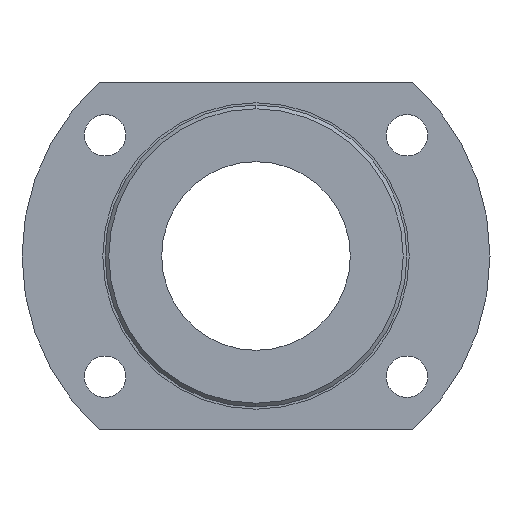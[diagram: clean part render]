
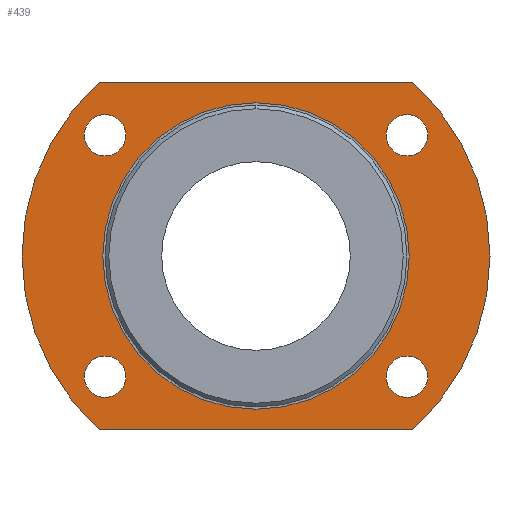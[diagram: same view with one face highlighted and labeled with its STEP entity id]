
A CAD part, left-side view. The second image highlights one B-rep face of the part: STEP entity #439.
In plain terms, the highlighted planar face has unit normal (-1, 0, 0).
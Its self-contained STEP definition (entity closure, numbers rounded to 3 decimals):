
#7 = EDGE_CURVE ( 'NONE', #415, #329, #606, .T. ) ;
#15 = EDGE_CURVE ( 'NONE', #321, #318, #578, .T. ) ;
#24 = EDGE_CURVE ( 'NONE', #328, #280, #635, .T. ) ;
#37 = EDGE_CURVE ( 'NONE', #322, #312, #593, .T. ) ;
#43 = AXIS2_PLACEMENT_3D ( 'NONE', #355, #289, #284 ) ;
#50 = AXIS2_PLACEMENT_3D ( 'NONE', #393, #423, #256 ) ;
#54 = AXIS2_PLACEMENT_3D ( 'NONE', #260, #407, #244 ) ;
#62 = AXIS2_PLACEMENT_3D ( 'NONE', #348, #342, #344 ) ;
#63 = AXIS2_PLACEMENT_3D ( 'NONE', #276, #245, #1210 ) ;
#79 = AXIS2_PLACEMENT_3D ( 'NONE', #1043, #1123, #977 ) ;
#102 = AXIS2_PLACEMENT_3D ( 'NONE', #1061, #1056, #1040 ) ;
#112 = AXIS2_PLACEMENT_3D ( 'NONE', #1063, #1062, #1059 ) ;
#126 = AXIS2_PLACEMENT_3D ( 'NONE', #1514, #1478, #1476 ) ;
#135 = AXIS2_PLACEMENT_3D ( 'NONE', #1530, #1520, #1519 ) ;
#139 = AXIS2_PLACEMENT_3D ( 'NONE', #1513, #1504, #1503 ) ;
#141 = AXIS2_PLACEMENT_3D ( 'NONE', #1496, #1491, #1489 ) ;
#145 = AXIS2_PLACEMENT_3D ( 'NONE', #1492, #1481, #1480 ) ;
#183 = EDGE_CURVE ( 'NONE', #318, #321, #632, .T. ) ;
#215 = FACE_OUTER_BOUND ( 'NONE', #523, .T. ) ;
#227 = FACE_BOUND ( 'NONE', #528, .T. ) ;
#230 = FACE_BOUND ( 'NONE', #841, .T. ) ;
#233 = FACE_BOUND ( 'NONE', #871, .T. ) ;
#238 = FACE_BOUND ( 'NONE', #521, .T. ) ;
#243 = FACE_BOUND ( 'NONE', #842, .T. ) ;
#244 = DIRECTION ( 'NONE',  ( 0., 0., -1. ) ) ;
#245 = DIRECTION ( 'NONE',  ( 1., 0., 0. ) ) ;
#256 = DIRECTION ( 'NONE',  ( 0., 0., -1. ) ) ;
#260 = CARTESIAN_POINT ( 'NONE',  ( 0., 20., 16. ) ) ;
#276 = CARTESIAN_POINT ( 'NONE',  ( 0., -20., 16. ) ) ;
#280 = VERTEX_POINT ( 'NONE', #1160 ) ;
#284 = DIRECTION ( 'NONE',  ( 0., 0., -1. ) ) ;
#289 = DIRECTION ( 'NONE',  ( 1., 0., 0. ) ) ;
#294 = VERTEX_POINT ( 'NONE', #969 ) ;
#312 = VERTEX_POINT ( 'NONE', #1060 ) ;
#318 = VERTEX_POINT ( 'NONE', #1086 ) ;
#321 = VERTEX_POINT ( 'NONE', #966 ) ;
#322 = VERTEX_POINT ( 'NONE', #1165 ) ;
#328 = VERTEX_POINT ( 'NONE', #1045 ) ;
#329 = VERTEX_POINT ( 'NONE', #960 ) ;
#342 = DIRECTION ( 'NONE',  ( 1., 0., 0. ) ) ;
#344 = DIRECTION ( 'NONE',  ( 0., 0., -1. ) ) ;
#348 = CARTESIAN_POINT ( 'NONE',  ( 0., -20., -16. ) ) ;
#355 = CARTESIAN_POINT ( 'NONE',  ( 0., 20., -16. ) ) ;
#370 = VERTEX_POINT ( 'NONE', #993 ) ;
#373 = VERTEX_POINT ( 'NONE', #1012 ) ;
#390 = VERTEX_POINT ( 'NONE', #981 ) ;
#393 = CARTESIAN_POINT ( 'NONE',  ( 0., -20., 16. ) ) ;
#401 = VERTEX_POINT ( 'NONE', #1069 ) ;
#407 = DIRECTION ( 'NONE',  ( 1., 0., 0. ) ) ;
#414 = VERTEX_POINT ( 'NONE', #1132 ) ;
#415 = VERTEX_POINT ( 'NONE', #1229 ) ;
#423 = DIRECTION ( 'NONE',  ( 1., 0., 0. ) ) ;
#439 = ADVANCED_FACE ( 'NONE', ( #243, #233, #230, #227, #238, #215 ), #983, .F. ) ;
#521 = EDGE_LOOP ( 'NONE', ( #783, #782 ) ) ;
#523 = EDGE_LOOP ( 'NONE', ( #781, #780, #779, #792 ) ) ;
#528 = EDGE_LOOP ( 'NONE', ( #786, #785 ) ) ;
#578 = CIRCLE ( 'NONE', #50, 2.75 ) ;
#593 = CIRCLE ( 'NONE', #62, 2.75 ) ;
#606 = CIRCLE ( 'NONE', #43, 2.75 ) ;
#632 = CIRCLE ( 'NONE', #63, 2.75 ) ;
#635 = CIRCLE ( 'NONE', #54, 2.75 ) ;
#700 = EDGE_CURVE ( 'NONE', #370, #294, #908, .T. ) ;
#716 = EDGE_CURVE ( 'NONE', #373, #390, #938, .T. ) ;
#731 = EDGE_CURVE ( 'NONE', #401, #414, #1269, .T. ) ;
#747 = EDGE_CURVE ( 'NONE', #294, #370, #1287, .T. ) ;
#751 = EDGE_CURVE ( 'NONE', #312, #322, #1292, .T. ) ;
#764 = ORIENTED_EDGE ( 'NONE', *, *, #894, .T. ) ;
#765 = ORIENTED_EDGE ( 'NONE', *, *, #24, .T. ) ;
#766 = ORIENTED_EDGE ( 'NONE', *, *, #183, .T. ) ;
#767 = ORIENTED_EDGE ( 'NONE', *, *, #15, .T. ) ;
#779 = ORIENTED_EDGE ( 'NONE', *, *, #716, .T. ) ;
#780 = ORIENTED_EDGE ( 'NONE', *, *, #1542, .T. ) ;
#781 = ORIENTED_EDGE ( 'NONE', *, *, #731, .T. ) ;
#782 = ORIENTED_EDGE ( 'NONE', *, *, #700, .T. ) ;
#783 = ORIENTED_EDGE ( 'NONE', *, *, #747, .T. ) ;
#785 = ORIENTED_EDGE ( 'NONE', *, *, #37, .T. ) ;
#786 = ORIENTED_EDGE ( 'NONE', *, *, #751, .T. ) ;
#787 = ORIENTED_EDGE ( 'NONE', *, *, #7, .T. ) ;
#788 = ORIENTED_EDGE ( 'NONE', *, *, #897, .T. ) ;
#792 = ORIENTED_EDGE ( 'NONE', *, *, #896, .T. ) ;
#841 = EDGE_LOOP ( 'NONE', ( #788, #787 ) ) ;
#842 = EDGE_LOOP ( 'NONE', ( #764, #765 ) ) ;
#871 = EDGE_LOOP ( 'NONE', ( #766, #767 ) ) ;
#894 = EDGE_CURVE ( 'NONE', #280, #328, #1297, .T. ) ;
#896 = EDGE_CURVE ( 'NONE', #390, #401, #1290, .T. ) ;
#897 = EDGE_CURVE ( 'NONE', #329, #415, #1302, .T. ) ;
#908 = CIRCLE ( 'NONE', #102, 20.3 ) ;
#938 = CIRCLE ( 'NONE', #112, 31. ) ;
#960 = CARTESIAN_POINT ( 'NONE',  ( 0., 20., -18.75 ) ) ;
#966 = CARTESIAN_POINT ( 'NONE',  ( 0., -20., 18.75 ) ) ;
#969 = CARTESIAN_POINT ( 'NONE',  ( 0., 0., -20.3 ) ) ;
#977 = DIRECTION ( 'NONE',  ( 0., 0., -1. ) ) ;
#981 = CARTESIAN_POINT ( 'NONE',  ( 0., 20.785, -23. ) ) ;
#983 = PLANE ( 'NONE',  #79 ) ;
#993 = CARTESIAN_POINT ( 'NONE',  ( 0., 0., 20.3 ) ) ;
#1012 = CARTESIAN_POINT ( 'NONE',  ( 0., 20.785, 23. ) ) ;
#1040 = DIRECTION ( 'NONE',  ( 0., 0., -1. ) ) ;
#1043 = CARTESIAN_POINT ( 'NONE',  ( 0., 20., 0. ) ) ;
#1045 = CARTESIAN_POINT ( 'NONE',  ( 0., 20., 18.75 ) ) ;
#1056 = DIRECTION ( 'NONE',  ( 1., 0., 0. ) ) ;
#1059 = DIRECTION ( 'NONE',  ( 0., 0., 1. ) ) ;
#1060 = CARTESIAN_POINT ( 'NONE',  ( 0., -20., -18.75 ) ) ;
#1061 = CARTESIAN_POINT ( 'NONE',  ( 0., 0., 0. ) ) ;
#1062 = DIRECTION ( 'NONE',  ( -1., 0., 0. ) ) ;
#1063 = CARTESIAN_POINT ( 'NONE',  ( 0., 0., 0. ) ) ;
#1069 = CARTESIAN_POINT ( 'NONE',  ( 0., -20.785, -23. ) ) ;
#1086 = CARTESIAN_POINT ( 'NONE',  ( 0., -20., 13.25 ) ) ;
#1123 = DIRECTION ( 'NONE',  ( 1., 0., 0. ) ) ;
#1132 = CARTESIAN_POINT ( 'NONE',  ( 0., -20.785, 23. ) ) ;
#1160 = CARTESIAN_POINT ( 'NONE',  ( 0., 20., 13.25 ) ) ;
#1165 = CARTESIAN_POINT ( 'NONE',  ( 0., -20., -13.25 ) ) ;
#1210 = DIRECTION ( 'NONE',  ( 0., 0., -1. ) ) ;
#1229 = CARTESIAN_POINT ( 'NONE',  ( 0., 20., -13.25 ) ) ;
#1269 = CIRCLE ( 'NONE', #126, 31. ) ;
#1287 = CIRCLE ( 'NONE', #135, 20.3 ) ;
#1290 = LINE ( 'NONE', #1484, #1296 ) ;
#1292 = CIRCLE ( 'NONE', #139, 2.75 ) ;
#1296 = VECTOR ( 'NONE', #1483, 1000. ) ;
#1297 = CIRCLE ( 'NONE', #141, 2.75 ) ;
#1302 = CIRCLE ( 'NONE', #145, 2.75 ) ;
#1305 = LINE ( 'NONE', #1469, #1306 ) ;
#1306 = VECTOR ( 'NONE', #1468, 1000. ) ;
#1468 = DIRECTION ( 'NONE',  ( 0., 1., 0. ) ) ;
#1469 = CARTESIAN_POINT ( 'NONE',  ( 0., 20., 23. ) ) ;
#1476 = DIRECTION ( 'NONE',  ( 0., 0., 1. ) ) ;
#1478 = DIRECTION ( 'NONE',  ( -1., 0., 0. ) ) ;
#1480 = DIRECTION ( 'NONE',  ( 0., 0., -1. ) ) ;
#1481 = DIRECTION ( 'NONE',  ( 1., 0., 0. ) ) ;
#1483 = DIRECTION ( 'NONE',  ( 0., -1., 0. ) ) ;
#1484 = CARTESIAN_POINT ( 'NONE',  ( 0., 20., -23. ) ) ;
#1489 = DIRECTION ( 'NONE',  ( 0., 0., -1. ) ) ;
#1491 = DIRECTION ( 'NONE',  ( 1., 0., 0. ) ) ;
#1492 = CARTESIAN_POINT ( 'NONE',  ( 0., 20., -16. ) ) ;
#1496 = CARTESIAN_POINT ( 'NONE',  ( 0., 20., 16. ) ) ;
#1503 = DIRECTION ( 'NONE',  ( 0., 0., -1. ) ) ;
#1504 = DIRECTION ( 'NONE',  ( 1., 0., 0. ) ) ;
#1513 = CARTESIAN_POINT ( 'NONE',  ( 0., -20., -16. ) ) ;
#1514 = CARTESIAN_POINT ( 'NONE',  ( 0., 0., 0. ) ) ;
#1519 = DIRECTION ( 'NONE',  ( 0., 0., -1. ) ) ;
#1520 = DIRECTION ( 'NONE',  ( 1., 0., 0. ) ) ;
#1530 = CARTESIAN_POINT ( 'NONE',  ( 0., 0., 0. ) ) ;
#1542 = EDGE_CURVE ( 'NONE', #414, #373, #1305, .T. ) ;
